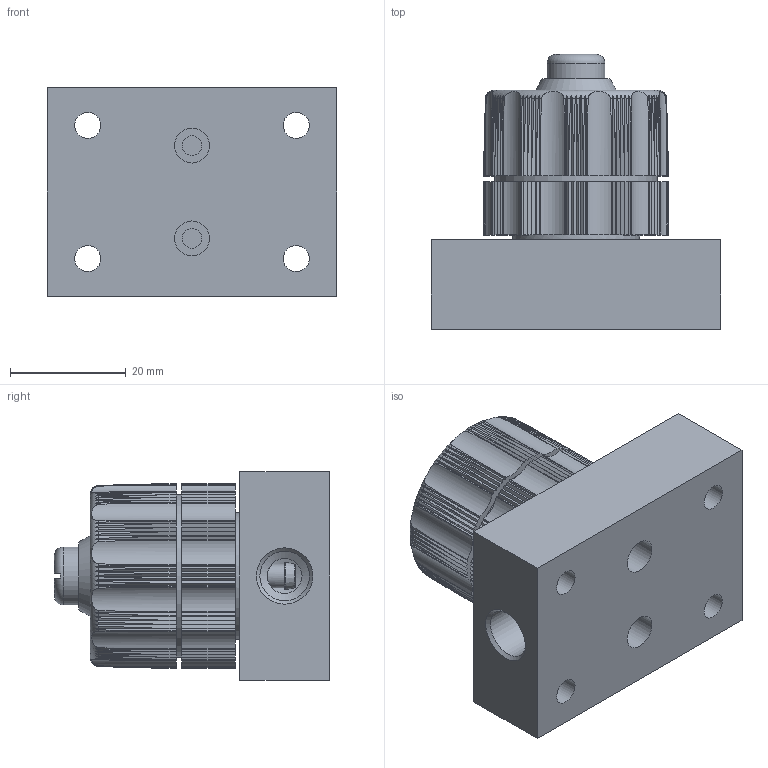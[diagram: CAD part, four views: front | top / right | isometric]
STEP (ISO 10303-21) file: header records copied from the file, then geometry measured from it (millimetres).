
FILE_DESCRIPTION(/* description */ ('STEP AP214'),/* implementation_level */ '2;1');
FILE_NAME(/* name */ '542025_GRPO-160-1_8-AL',/* time_stamp */ '2024-08-28T22:25:45+02:00',/* author */ ('License CC BY-ND 4.0'),/* organization */ ('CADENAS'),/* preprocessor_version */ 'ST-DEVELOPER v19.3',/* originating_system */ 'PARTsolutions',/* authorisation */ ' ');
FILE_SCHEMA (('AUTOMOTIVE_DESIGN {1 0 10303 214 3 1 1}'));
Length unit declared in the file: millimetre
Products named in the file (1): 542025 GRPO-160-1/8-AL
Bounding box: 50 x 47.5 x 36 mm (x, y, z)
Volume: 43260.6 mm3; surface area: 13198.9 mm2
Topology: 1 solids, 1 shells, 460 faces, 1301 edges, 863 vertices
Faces by surface type: plane 271, cylinder 99, cone 84, torus 6
Full cylindrical faces by diameter (mm): 2.4 x2, 3.4 x2, 4.1 x2, 4.5 x4, 4.8 x1, 5 x1, 6 x4, 7.05 x1, 8 x4, 8.566 x2, 10 x1, 21.95 x1, 28 x1
Entity records: 15248 total; most frequent: CARTESIAN_POINT 3880, ORIENTED_EDGE 2490, DIRECTION 2110, EDGE_CURVE 1245, VERTEX_POINT 853, AXIS2_PLACEMENT_3D 711, LINE 688, VECTOR 688
